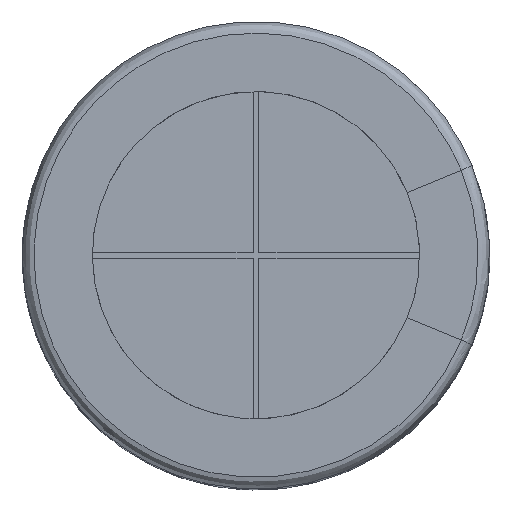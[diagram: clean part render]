
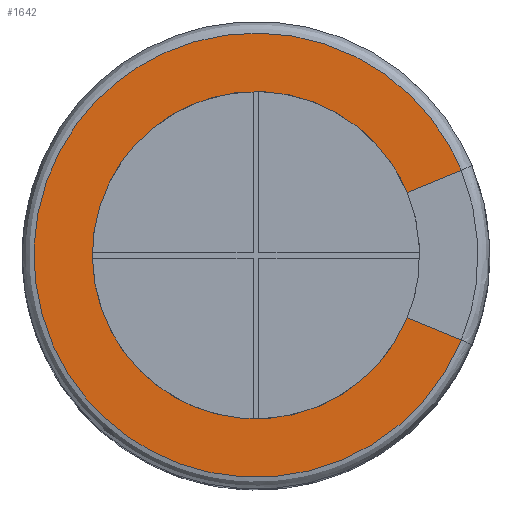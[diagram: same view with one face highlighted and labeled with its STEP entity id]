
A CAD part, top view. The second image highlights one B-rep face of the part: STEP entity #1642.
In plain terms, the highlighted free-form (B-spline) face has degree [1, 1] with [2, 2] control points.
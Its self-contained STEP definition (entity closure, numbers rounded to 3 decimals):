
#1642 = ADVANCED_FACE('',(#1643),#1661,.F.);
#1643 = FACE_BOUND('',#1644,.F.);
#1644 = EDGE_LOOP('',(#1645,#1676,#1690,#1714));
#1645 = ORIENTED_EDGE('',*,*,#1646,.T.);
#1646 = EDGE_CURVE('',#1647,#1649,#1651,.T.);
#1647 = VERTEX_POINT('',#1648);
#1648 = CARTESIAN_POINT('',(5.349,-1.491,12.));
#1649 = VERTEX_POINT('',#1650);
#1650 = CARTESIAN_POINT('',(5.349,1.491,12.));
#1651 = SURFACE_CURVE('',#1652,(#1660),.PCURVE_S1.);
#1652 = ( BOUNDED_CURVE() B_SPLINE_CURVE(2,(#1653,#1654,#1655,#1656,
#1657,#1658,#1659),.UNSPECIFIED.,.F.,.F.) B_SPLINE_CURVE_WITH_KNOTS((3,2
    ,2,3),(0.,1.833,3.665,5.498),
.PIECEWISE_BEZIER_KNOTS.) CURVE() GEOMETRIC_REPRESENTATION_ITEM() 
RATIONAL_B_SPLINE_CURVE((1.,0.609,1.,0.609,1.,
0.609,1.)) REPRESENTATION_ITEM('') );
#1653 = CARTESIAN_POINT('',(5.349,-1.491,12.));
#1654 = CARTESIAN_POINT('',(3.406,-6.18,12.));
#1655 = CARTESIAN_POINT('',(-0.621,-3.09,12.));
#1656 = CARTESIAN_POINT('',(-4.648,0.,12.));
#1657 = CARTESIAN_POINT('',(-0.621,3.09,12.));
#1658 = CARTESIAN_POINT('',(3.406,6.18,12.));
#1659 = CARTESIAN_POINT('',(5.349,1.491,12.));
#1660 = PCURVE('',#1661,#1666);
#1661 = B_SPLINE_SURFACE_WITH_KNOTS('',1,1,(
    (#1662,#1663)
    ,(#1664,#1665
    )),.UNSPECIFIED.,.F.,.F.,.F.,(2,2),(2,2),(-3.8,3.8),(-3.8,3.8),
  .PIECEWISE_BEZIER_KNOTS.);
#1662 = CARTESIAN_POINT('',(-0.358,5.089,12.));
#1663 = CARTESIAN_POINT('',(-3.339,-2.108,12.));
#1664 = CARTESIAN_POINT('',(6.839,2.108,12.));
#1665 = CARTESIAN_POINT('',(3.858,-5.089,12.));
#1666 = DEFINITIONAL_REPRESENTATION('',(#1667),#1675);
#1667 = ( BOUNDED_CURVE() B_SPLINE_CURVE(2,(#1668,#1669,#1670,#1671,
#1672,#1673,#1674),.UNSPECIFIED.,.F.,.F.) B_SPLINE_CURVE_WITH_KNOTS((3,2
    ,2,3),(0.,1.833,3.665,5.498),
.PIECEWISE_BEZIER_KNOTS.) CURVE() GEOMETRIC_REPRESENTATION_ITEM() 
RATIONAL_B_SPLINE_CURVE((1.,0.609,1.,0.609,1.,
0.609,1.)) REPRESENTATION_ITEM('') );
#1668 = CARTESIAN_POINT('',(3.8,0.));
#1669 = CARTESIAN_POINT('',(3.8,4.952));
#1670 = CARTESIAN_POINT('',(-0.984,3.671));
#1671 = CARTESIAN_POINT('',(-5.767,2.389));
#1672 = CARTESIAN_POINT('',(-3.291,-1.9));
#1673 = CARTESIAN_POINT('',(-0.815,-6.189));
#1674 = CARTESIAN_POINT('',(2.687,-2.687));
#1675 = ( GEOMETRIC_REPRESENTATION_CONTEXT(2) 
PARAMETRIC_REPRESENTATION_CONTEXT() REPRESENTATION_CONTEXT('2D SPACE',''
  ) );
#1676 = ORIENTED_EDGE('',*,*,#1677,.T.);
#1677 = EDGE_CURVE('',#1649,#1678,#1680,.T.);
#1678 = VERTEX_POINT('',#1679);
#1679 = CARTESIAN_POINT('',(4.402,1.098,12.));
#1680 = SURFACE_CURVE('',#1681,(#1684),.PCURVE_S1.);
#1681 = B_SPLINE_CURVE_WITH_KNOTS('',1,(#1682,#1683),.UNSPECIFIED.,.F.,
  .F.,(2,2),(0.,1.),.PIECEWISE_BEZIER_KNOTS.);
#1682 = CARTESIAN_POINT('',(5.349,1.491,12.));
#1683 = CARTESIAN_POINT('',(4.402,1.098,12.));
#1684 = PCURVE('',#1661,#1685);
#1685 = DEFINITIONAL_REPRESENTATION('',(#1686),#1689);
#1686 = B_SPLINE_CURVE_WITH_KNOTS('',1,(#1687,#1688),.UNSPECIFIED.,.F.,
  .F.,(2,2),(0.,1.),.PIECEWISE_BEZIER_KNOTS.);
#1687 = CARTESIAN_POINT('',(2.687,-2.687));
#1688 = CARTESIAN_POINT('',(1.98,-1.98));
#1689 = ( GEOMETRIC_REPRESENTATION_CONTEXT(2) 
PARAMETRIC_REPRESENTATION_CONTEXT() REPRESENTATION_CONTEXT('2D SPACE',''
  ) );
#1690 = ORIENTED_EDGE('',*,*,#1691,.F.);
#1691 = EDGE_CURVE('',#1692,#1678,#1694,.T.);
#1692 = VERTEX_POINT('',#1693);
#1693 = CARTESIAN_POINT('',(4.402,-1.098,12.));
#1694 = SURFACE_CURVE('',#1695,(#1703),.PCURVE_S1.);
#1695 = ( BOUNDED_CURVE() B_SPLINE_CURVE(2,(#1696,#1697,#1698,#1699,
#1700,#1701,#1702),.UNSPECIFIED.,.F.,.F.) B_SPLINE_CURVE_WITH_KNOTS((3,2
    ,2,3),(0.,1.833,3.665,5.498),
.PIECEWISE_BEZIER_KNOTS.) CURVE() GEOMETRIC_REPRESENTATION_ITEM() 
RATIONAL_B_SPLINE_CURVE((1.,0.609,1.,0.609,1.,
0.609,1.)) REPRESENTATION_ITEM('') );
#1696 = CARTESIAN_POINT('',(4.402,-1.098,12.));
#1697 = CARTESIAN_POINT('',(2.97,-4.554,12.));
#1698 = CARTESIAN_POINT('',(0.003,-2.277,12.));
#1699 = CARTESIAN_POINT('',(-2.964,0.,12.));
#1700 = CARTESIAN_POINT('',(0.003,2.277,12.));
#1701 = CARTESIAN_POINT('',(2.97,4.554,12.));
#1702 = CARTESIAN_POINT('',(4.402,1.098,12.));
#1703 = PCURVE('',#1661,#1704);
#1704 = DEFINITIONAL_REPRESENTATION('',(#1705),#1713);
#1705 = ( BOUNDED_CURVE() B_SPLINE_CURVE(2,(#1706,#1707,#1708,#1709,
#1710,#1711,#1712),.UNSPECIFIED.,.F.,.F.) B_SPLINE_CURVE_WITH_KNOTS((3,2
    ,2,3),(0.,1.833,3.665,5.498),
.PIECEWISE_BEZIER_KNOTS.) CURVE() GEOMETRIC_REPRESENTATION_ITEM() 
RATIONAL_B_SPLINE_CURVE((1.,0.609,1.,0.609,1.,
0.609,1.)) REPRESENTATION_ITEM('') );
#1706 = CARTESIAN_POINT('',(2.8,0.));
#1707 = CARTESIAN_POINT('',(2.8,3.649));
#1708 = CARTESIAN_POINT('',(-0.725,2.705));
#1709 = CARTESIAN_POINT('',(-4.249,1.76));
#1710 = CARTESIAN_POINT('',(-2.425,-1.4));
#1711 = CARTESIAN_POINT('',(-0.6,-4.56));
#1712 = CARTESIAN_POINT('',(1.98,-1.98));
#1713 = ( GEOMETRIC_REPRESENTATION_CONTEXT(2) 
PARAMETRIC_REPRESENTATION_CONTEXT() REPRESENTATION_CONTEXT('2D SPACE',''
  ) );
#1714 = ORIENTED_EDGE('',*,*,#1715,.F.);
#1715 = EDGE_CURVE('',#1647,#1692,#1716,.T.);
#1716 = SURFACE_CURVE('',#1717,(#1720),.PCURVE_S1.);
#1717 = B_SPLINE_CURVE_WITH_KNOTS('',1,(#1718,#1719),.UNSPECIFIED.,.F.,
  .F.,(2,2),(0.,1.),.PIECEWISE_BEZIER_KNOTS.);
#1718 = CARTESIAN_POINT('',(5.349,-1.491,12.));
#1719 = CARTESIAN_POINT('',(4.402,-1.098,12.));
#1720 = PCURVE('',#1661,#1721);
#1721 = DEFINITIONAL_REPRESENTATION('',(#1722),#1725);
#1722 = B_SPLINE_CURVE_WITH_KNOTS('',1,(#1723,#1724),.UNSPECIFIED.,.F.,
  .F.,(2,2),(0.,1.),.PIECEWISE_BEZIER_KNOTS.);
#1723 = CARTESIAN_POINT('',(3.8,0.));
#1724 = CARTESIAN_POINT('',(2.8,0.));
#1725 = ( GEOMETRIC_REPRESENTATION_CONTEXT(2) 
PARAMETRIC_REPRESENTATION_CONTEXT() REPRESENTATION_CONTEXT('2D SPACE',''
  ) );
